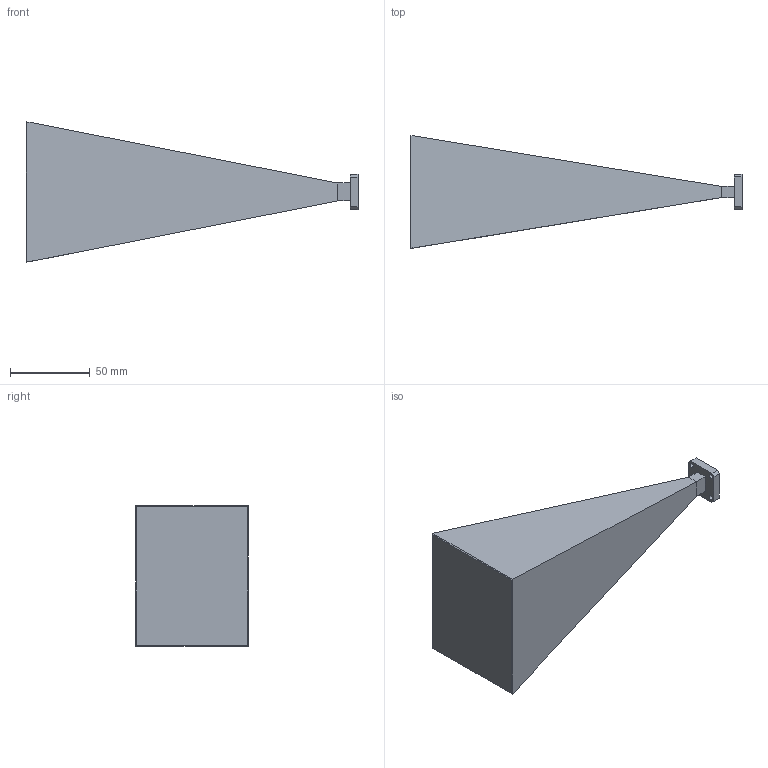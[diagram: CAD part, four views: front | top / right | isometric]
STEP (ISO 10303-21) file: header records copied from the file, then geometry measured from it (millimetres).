
FILE_DESCRIPTION (( 'STEP AP203' ), '1' );
FILE_NAME ('DMAR-34-803-1 DEFEATURED.STEP', '2017-06-23T16:11:11', ( '' ), ( '' ), 'SwSTEP 2.0', 'SolidWorks 2013', '' );
FILE_SCHEMA (( 'CONFIG_CONTROL_DESIGN' ));
Length unit declared in the file: inch
Products named in the file (1): DMAR-34-803-1 DEFEATURED
Bounding box: 208.28 x 70.78 x 88.06 mm (x, y, z)
Volume: 462509.7 mm3; surface area: 43144.8 mm2
Topology: 1 solids, 1 shells, 36 faces, 92 edges, 60 vertices
Faces by surface type: plane 28, cylinder 8
Entity records: 1177 total; most frequent: CARTESIAN_POINT 189, ORIENTED_EDGE 184, DIRECTION 182, EDGE_CURVE 92, LINE 76, VECTOR 76, VERTEX_POINT 60, AXIS2_PLACEMENT_3D 53
